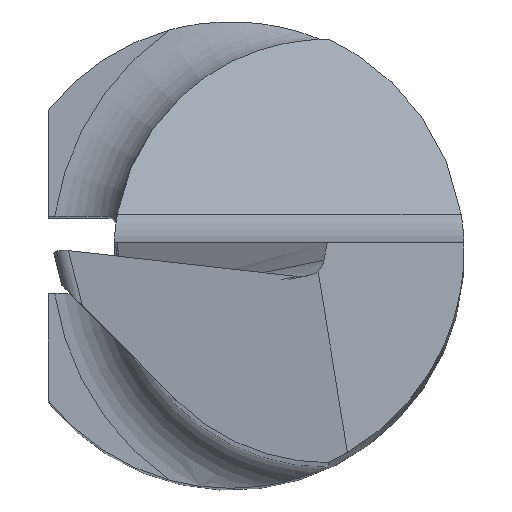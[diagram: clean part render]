
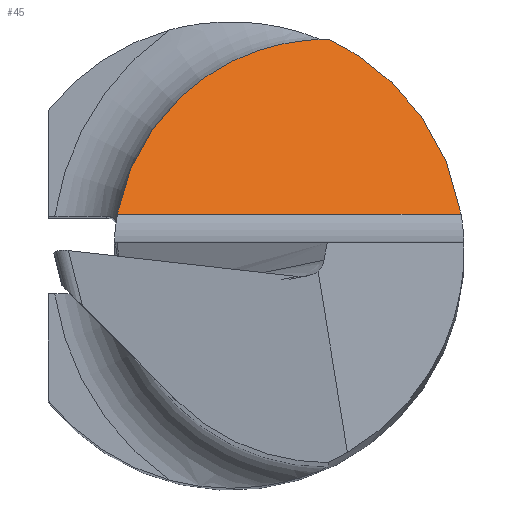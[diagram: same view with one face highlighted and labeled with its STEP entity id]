
A CAD part, top view. The second image highlights one B-rep face of the part: STEP entity #45.
In plain terms, the highlighted planar face has unit normal (0, 0.766, 0.643).
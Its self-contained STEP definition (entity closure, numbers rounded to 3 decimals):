
#2 = CARTESIAN_POINT ( 'NONE',  ( -1.458, 0.474, 45.482 ) ) ;
#45 = ADVANCED_FACE ( 'NONE', ( #1122 ), #128, .F. ) ;
#80 = VERTEX_POINT ( 'NONE', #748 ) ;
#91 = CARTESIAN_POINT ( 'NONE',  ( 1.255, 2.725, 42.8 ) ) ;
#117 = DIRECTION ( 'NONE',  ( 0., -0.766, -0.643 ) ) ;
#121 = CARTESIAN_POINT ( 'NONE',  ( -1.458, 0.474, 45.482 ) ) ;
#128 = PLANE ( 'NONE',  #401 ) ;
#134 = ORIENTED_EDGE ( 'NONE', *, *, #741, .T. ) ;
#202 = CARTESIAN_POINT ( 'NONE',  ( 1.255, 2.725, 42.8 ) ) ;
#205 = VERTEX_POINT ( 'NONE', #979 ) ;
#318 = EDGE_LOOP ( 'NONE', ( #749, #134, #685 ) ) ;
#348 =( BOUNDED_CURVE ( )  B_SPLINE_CURVE ( 3, ( #121, #958, #464, #202 ),
 .UNSPECIFIED., .F., .T. ) 
 B_SPLINE_CURVE_WITH_KNOTS ( ( 4, 4 ),
 ( 4.887, 6.294 ),
 .UNSPECIFIED. ) 
 CURVE ( )  GEOMETRIC_REPRESENTATION_ITEM ( )  RATIONAL_B_SPLINE_CURVE ( ( 1., 0.842, 0.842, 1. ) ) 
 REPRESENTATION_ITEM ( '' )  );
#401 = AXIS2_PLACEMENT_3D ( 'NONE', #865, #117, #839 ) ;
#464 = CARTESIAN_POINT ( 'NONE',  ( -0.141, 2.74, 42.782 ) ) ;
#534 = LINE ( 'NONE', #1027, #1032 ) ;
#633 = CARTESIAN_POINT ( 'NONE',  ( 2.183, 2.297, 43.31 ) ) ;
#656 = DIRECTION ( 'NONE',  ( -1., 0., 0. ) ) ;
#660 = EDGE_CURVE ( 'NONE', #809, #80, #348, .T. ) ;
#685 = ORIENTED_EDGE ( 'NONE', *, *, #660, .F. ) ;
#714 = CARTESIAN_POINT ( 'NONE',  ( 2.962, 0.474, 45.482 ) ) ;
#741 = EDGE_CURVE ( 'NONE', #205, #80, #799, .T. ) ;
#748 = CARTESIAN_POINT ( 'NONE',  ( 1.255, 2.725, 42.8 ) ) ;
#749 = ORIENTED_EDGE ( 'NONE', *, *, #1193, .F. ) ;
#799 =( BOUNDED_CURVE ( )  B_SPLINE_CURVE ( 3, ( #714, #920, #633, #91 ),
 .UNSPECIFIED., .F., .T. ) 
 B_SPLINE_CURVE_WITH_KNOTS ( ( 4, 4 ),
 ( 4.871, 5.852 ),
 .UNSPECIFIED. ) 
 CURVE ( )  GEOMETRIC_REPRESENTATION_ITEM ( )  RATIONAL_B_SPLINE_CURVE ( ( 1., 0.921, 0.921, 1. ) ) 
 REPRESENTATION_ITEM ( '' )  );
#809 = VERTEX_POINT ( 'NONE', #2 ) ;
#839 = DIRECTION ( 'NONE',  ( 0., 0.643, -0.766 ) ) ;
#865 = CARTESIAN_POINT ( 'NONE',  ( 3., 0.474, 45.482 ) ) ;
#920 = CARTESIAN_POINT ( 'NONE',  ( 2.801, 1.483, 44.28 ) ) ;
#958 = CARTESIAN_POINT ( 'NONE',  ( -1.215, 1.849, 43.844 ) ) ;
#979 = CARTESIAN_POINT ( 'NONE',  ( 2.962, 0.474, 45.482 ) ) ;
#1027 = CARTESIAN_POINT ( 'NONE',  ( 3., 0.474, 45.482 ) ) ;
#1032 = VECTOR ( 'NONE', #656, 1000. ) ;
#1122 = FACE_OUTER_BOUND ( 'NONE', #318, .T. ) ;
#1193 = EDGE_CURVE ( 'NONE', #205, #809, #534, .T. ) ;
